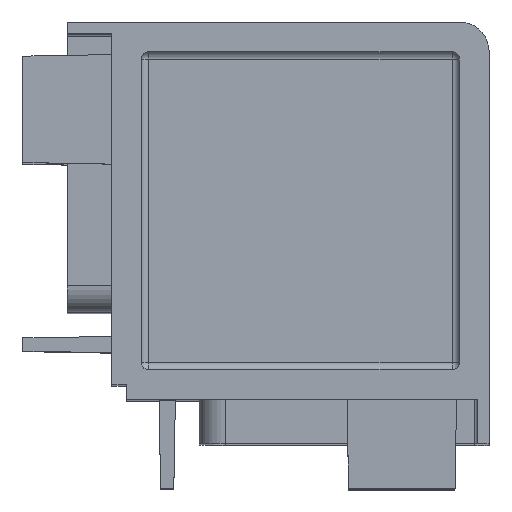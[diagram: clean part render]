
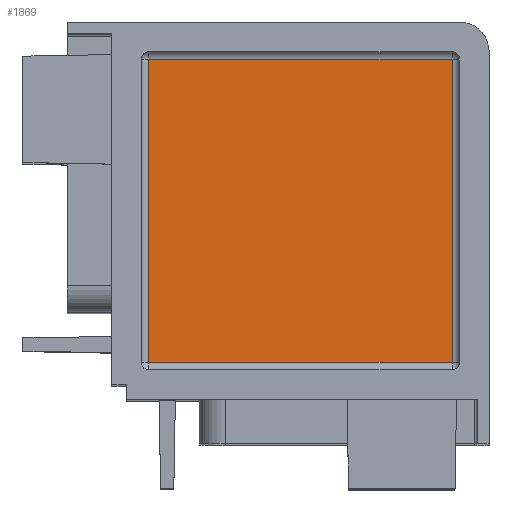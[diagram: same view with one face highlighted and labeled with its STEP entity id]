
A CAD part, top view. The second image highlights one B-rep face of the part: STEP entity #1869.
In plain terms, the highlighted planar face has unit normal (0, 0, 1).
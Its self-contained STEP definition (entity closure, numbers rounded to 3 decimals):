
#29=PLANE('',#2021);
#98=LINE('',#2780,#301);
#104=LINE('',#2809,#307);
#106=LINE('',#2812,#309);
#108=LINE('',#2815,#311);
#301=VECTOR('',#2209,10.);
#307=VECTOR('',#2241,10.);
#309=VECTOR('',#2245,10.);
#311=VECTOR('',#2249,10.);
#548=FACE_OUTER_BOUND('',#661,.T.);
#661=EDGE_LOOP('',(#1345,#1346,#1347,#1348));
#843=VERTEX_POINT('',#2754);
#848=VERTEX_POINT('',#2767);
#853=VERTEX_POINT('',#2783);
#858=VERTEX_POINT('',#2796);
#1029=EDGE_CURVE('',#843,#848,#98,.T.);
#1043=EDGE_CURVE('',#848,#858,#104,.T.);
#1045=EDGE_CURVE('',#858,#853,#106,.T.);
#1047=EDGE_CURVE('',#853,#843,#108,.T.);
#1345=ORIENTED_EDGE('',*,*,#1029,.F.);
#1346=ORIENTED_EDGE('',*,*,#1047,.F.);
#1347=ORIENTED_EDGE('',*,*,#1045,.F.);
#1348=ORIENTED_EDGE('',*,*,#1043,.F.);
#1869=ADVANCED_FACE('',(#548),#29,.F.);
#2021=AXIS2_PLACEMENT_3D('',#2820,#2256,#2257);
#2209=DIRECTION('',(0.,1.,0.));
#2241=DIRECTION('',(1.,0.,0.));
#2245=DIRECTION('',(0.,-1.,0.));
#2249=DIRECTION('',(-1.,0.,0.));
#2256=DIRECTION('center_axis',(0.,0.,-1.));
#2257=DIRECTION('ref_axis',(-1.,0.,0.));
#2754=CARTESIAN_POINT('',(-19.65,102.5,-3.7));
#2767=CARTESIAN_POINT('',(-19.65,123.,-3.7));
#2780=CARTESIAN_POINT('',(-19.65,107.375,-3.7));
#2783=CARTESIAN_POINT('',(0.85,102.5,-3.7));
#2796=CARTESIAN_POINT('',(0.85,123.,-3.7));
#2809=CARTESIAN_POINT('',(-14.775,123.,-3.7));
#2812=CARTESIAN_POINT('',(0.85,118.125,-3.7));
#2815=CARTESIAN_POINT('',(-4.025,102.5,-3.7));
#2820=CARTESIAN_POINT('Origin',(-9.4,112.75,-3.7));
